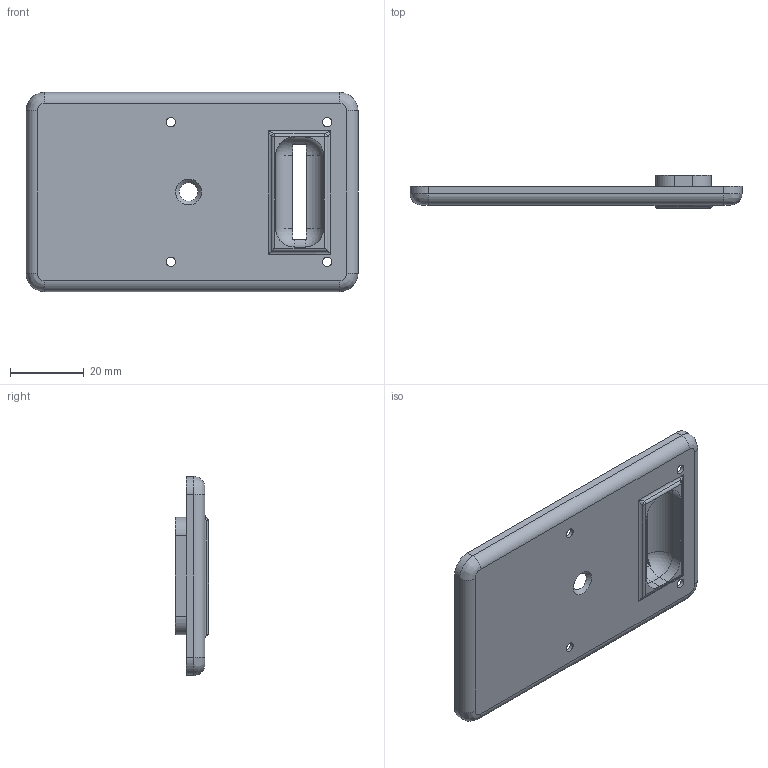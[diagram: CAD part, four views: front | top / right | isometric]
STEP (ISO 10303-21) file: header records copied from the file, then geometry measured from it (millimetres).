
FILE_DESCRIPTION(/* description */ (''),/* implementation_level */ '2;1');
FILE_NAME(/* name */ 'Top Housing_LED_Compartment.step',/* time_stamp */ '2018-11-20T00:40:04-05:00',/* author */ ('szx2'),/* organization */ (''),/* preprocessor_version */ 'ST-DEVELOPER v17',/* originating_system */ 'Autodesk Translation Framework v7.1.0.215',/* authorisation */ '');
FILE_SCHEMA (('AUTOMOTIVE_DESIGN { 1 0 10303 214 3 1 1 }'));
Length unit declared in the file: millimetre
Products named in the file (1): Top Housing v12_LED_Compartment
Bounding box: 90 x 9 x 54 mm (x, y, z)
Volume: 6765.9 mm3; surface area: 12876.7 mm2
Topology: 1 solids, 1 shells, 95 faces, 234 edges, 142 vertices
Faces by surface type: cylinder 48, plane 30, bspline 10, sphere 6, cone 1
Full cylindrical faces by diameter (mm): 2.54 x4
Entity records: 2921 total; most frequent: CARTESIAN_POINT 582, DIRECTION 512, ORIENTED_EDGE 464, EDGE_CURVE 232, AXIS2_PLACEMENT_3D 194, VERTEX_POINT 142, LINE 124, VECTOR 124
